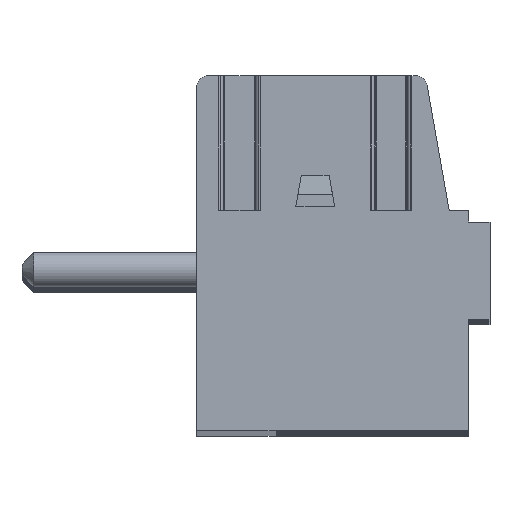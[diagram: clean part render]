
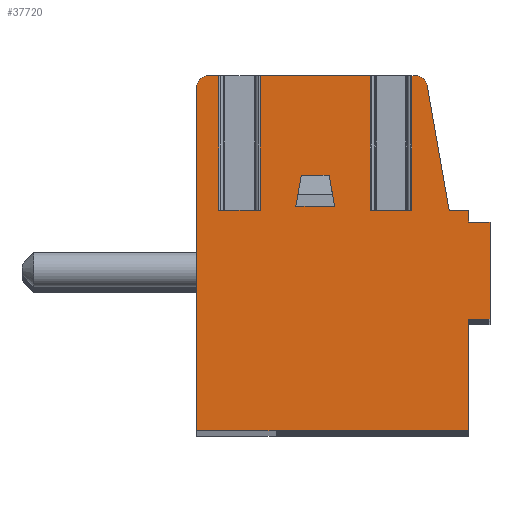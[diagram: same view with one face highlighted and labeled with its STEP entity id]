
A CAD part, top view. The second image highlights one B-rep face of the part: STEP entity #37720.
In plain terms, the highlighted planar face has unit normal (0, 0, 1).
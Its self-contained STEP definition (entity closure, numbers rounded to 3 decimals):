
#5241=DIRECTION('',(-1.,0.,0.));
#5242=VECTOR('',#5241,1.07);
#5243=CARTESIAN_POINT('',(2.035,1.105,1.75));
#5244=LINE('',#5243,#5242);
#5245=DIRECTION('',(0.,1.,0.));
#5246=VECTOR('',#5245,3.47);
#5247=CARTESIAN_POINT('',(2.035,1.105,1.75));
#5248=LINE('',#5247,#5246);
#5249=DIRECTION('',(1.,0.,0.));
#5250=VECTOR('',#5249,0.101);
#5251=CARTESIAN_POINT('',(2.035,4.575,1.75));
#5252=LINE('',#5251,#5250);
#5253=CARTESIAN_POINT('',(2.136,4.275,1.75));
#5254=DIRECTION('',(0.,0.,-1.));
#5255=DIRECTION('',(0.,1.,0.));
#5256=AXIS2_PLACEMENT_3D('',#5253,#5254,#5255);
#5258=DIRECTION('',(0.174,-0.985,0.));
#5259=VECTOR('',#5258,3.272);
#5260=CARTESIAN_POINT('',(2.432,4.327,1.75));
#5261=LINE('',#5260,#5259);
#5262=DIRECTION('',(1.,0.,0.));
#5263=VECTOR('',#5262,0.5);
#5264=CARTESIAN_POINT('',(3.,1.105,1.75));
#5265=LINE('',#5264,#5263);
#5266=DIRECTION('',(0.,-1.,0.));
#5267=VECTOR('',#5266,0.3);
#5268=CARTESIAN_POINT('',(3.5,1.105,1.75));
#5269=LINE('',#5268,#5267);
#5270=DIRECTION('',(0.,-1.,0.));
#5271=VECTOR('',#5270,2.88);
#5272=CARTESIAN_POINT('',(3.5,-1.695,1.75));
#5273=LINE('',#5272,#5271);
#5274=DIRECTION('',(-1.,0.,0.));
#5275=VECTOR('',#5274,7.);
#5276=CARTESIAN_POINT('',(3.5,-4.575,1.75));
#5277=LINE('',#5276,#5275);
#5278=DIRECTION('',(0.,1.,0.));
#5279=VECTOR('',#5278,8.85);
#5280=CARTESIAN_POINT('',(-3.5,-4.575,1.75));
#5281=LINE('',#5280,#5279);
#5282=CARTESIAN_POINT('',(-3.2,4.275,1.75));
#5283=DIRECTION('',(0.,0.,-1.));
#5284=DIRECTION('',(-1.,0.,0.));
#5285=AXIS2_PLACEMENT_3D('',#5282,#5283,#5284);
#5287=DIRECTION('',(1.,0.,0.));
#5288=VECTOR('',#5287,0.265);
#5289=CARTESIAN_POINT('',(-3.2,4.575,1.75));
#5290=LINE('',#5289,#5288);
#5291=DIRECTION('',(0.,1.,0.));
#5292=VECTOR('',#5291,3.47);
#5293=CARTESIAN_POINT('',(-2.935,1.105,1.75));
#5294=LINE('',#5293,#5292);
#5295=DIRECTION('',(-1.,0.,0.));
#5296=VECTOR('',#5295,1.07);
#5297=CARTESIAN_POINT('',(-1.865,1.105,1.75));
#5298=LINE('',#5297,#5296);
#5299=DIRECTION('',(0.,1.,0.));
#5300=VECTOR('',#5299,3.47);
#5301=CARTESIAN_POINT('',(-1.865,1.105,1.75));
#5302=LINE('',#5301,#5300);
#5303=DIRECTION('',(1.,0.,0.));
#5304=VECTOR('',#5303,2.83);
#5305=CARTESIAN_POINT('',(-1.865,4.575,1.75));
#5306=LINE('',#5305,#5304);
#5307=DIRECTION('',(0.,1.,0.));
#5308=VECTOR('',#5307,3.47);
#5309=CARTESIAN_POINT('',(0.965,1.105,1.75));
#5310=LINE('',#5309,#5308);
#5311=DIRECTION('',(-1.,0.,0.));
#5312=VECTOR('',#5311,0.718);
#5313=CARTESIAN_POINT('',(-0.091,2.005,1.75));
#5314=LINE('',#5313,#5312);
#5315=DIRECTION('',(-0.174,-0.985,0.));
#5316=VECTOR('',#5315,0.812);
#5317=CARTESIAN_POINT('',(-0.809,2.005,1.75));
#5318=LINE('',#5317,#5316);
#5319=DIRECTION('',(1.,0.,0.));
#5320=VECTOR('',#5319,1.);
#5321=CARTESIAN_POINT('',(-0.95,1.205,1.75));
#5322=LINE('',#5321,#5320);
#5323=DIRECTION('',(-0.174,0.985,0.));
#5324=VECTOR('',#5323,0.812);
#5325=CARTESIAN_POINT('',(0.05,1.205,1.75));
#5326=LINE('',#5325,#5324);
#5643=DIRECTION('',(-1.,0.,0.));
#5644=VECTOR('',#5643,0.55);
#5645=CARTESIAN_POINT('',(4.05,0.805,1.75));
#5646=LINE('',#5645,#5644);
#6384=DIRECTION('',(0.,1.,0.));
#6385=VECTOR('',#6384,2.5);
#6386=CARTESIAN_POINT('',(4.05,-1.695,1.75));
#6387=LINE('',#6386,#6385);
#6672=DIRECTION('',(1.,0.,0.));
#6673=VECTOR('',#6672,0.55);
#6674=CARTESIAN_POINT('',(3.5,-1.695,1.75));
#6675=LINE('',#6674,#6673);
#23614=CARTESIAN_POINT('',(-3.5,4.275,1.75));
#23615=CARTESIAN_POINT('',(-3.2,4.575,1.75));
#23616=VERTEX_POINT('',#23614);
#23617=VERTEX_POINT('',#23615);
#23618=CARTESIAN_POINT('',(-3.5,-4.575,1.75));
#23619=VERTEX_POINT('',#23618);
#23620=CARTESIAN_POINT('',(3.5,-4.575,1.75));
#23621=VERTEX_POINT('',#23620);
#23622=CARTESIAN_POINT('',(3.5,-1.695,1.75));
#23623=VERTEX_POINT('',#23622);
#23624=CARTESIAN_POINT('',(3.5,1.105,1.75));
#23625=CARTESIAN_POINT('',(3.5,0.805,1.75));
#23626=VERTEX_POINT('',#23624);
#23627=VERTEX_POINT('',#23625);
#23628=CARTESIAN_POINT('',(3.,1.105,1.75));
#23629=VERTEX_POINT('',#23628);
#23630=CARTESIAN_POINT('',(2.432,4.327,1.75));
#23631=VERTEX_POINT('',#23630);
#23632=CARTESIAN_POINT('',(2.136,4.575,1.75));
#23633=VERTEX_POINT('',#23632);
#23771=CARTESIAN_POINT('',(4.05,-1.695,1.75));
#23773=VERTEX_POINT('',#23771);
#23775=CARTESIAN_POINT('',(4.05,0.805,1.75));
#23777=VERTEX_POINT('',#23775);
#23942=CARTESIAN_POINT('',(2.035,1.105,1.75));
#23943=CARTESIAN_POINT('',(0.965,1.105,1.75));
#23944=VERTEX_POINT('',#23942);
#23945=VERTEX_POINT('',#23943);
#23946=CARTESIAN_POINT('',(-1.865,1.105,1.75));
#23947=CARTESIAN_POINT('',(-2.935,1.105,1.75));
#23948=VERTEX_POINT('',#23946);
#23949=VERTEX_POINT('',#23947);
#23950=CARTESIAN_POINT('',(-2.935,4.575,1.75));
#23951=VERTEX_POINT('',#23950);
#23952=CARTESIAN_POINT('',(-1.865,4.575,1.75));
#23953=VERTEX_POINT('',#23952);
#23954=CARTESIAN_POINT('',(2.035,4.575,1.75));
#23955=VERTEX_POINT('',#23954);
#23956=CARTESIAN_POINT('',(0.965,4.575,1.75));
#23957=VERTEX_POINT('',#23956);
#23986=CARTESIAN_POINT('',(-0.95,1.205,1.75));
#23987=CARTESIAN_POINT('',(0.05,1.205,1.75));
#23988=VERTEX_POINT('',#23986);
#23989=VERTEX_POINT('',#23987);
#23991=CARTESIAN_POINT('',(-0.809,2.005,1.75));
#23993=VERTEX_POINT('',#23991);
#23994=CARTESIAN_POINT('',(-0.091,2.005,1.75));
#23995=VERTEX_POINT('',#23994);
#37667=CARTESIAN_POINT('',(0.,0.,1.75));
#37668=DIRECTION('',(0.,0.,1.));
#37669=DIRECTION('',(1.,0.,0.));
#37670=AXIS2_PLACEMENT_3D('',#37667,#37668,#37669);
#37671=PLANE('',#37670);
#37673=ORIENTED_EDGE('',*,*,#37672,.F.);
#37675=ORIENTED_EDGE('',*,*,#37674,.T.);
#37676=ORIENTED_EDGE('',*,*,#30669,.T.);
#37678=ORIENTED_EDGE('',*,*,#37677,.T.);
#37680=ORIENTED_EDGE('',*,*,#37679,.T.);
#37682=ORIENTED_EDGE('',*,*,#37681,.T.);
#37684=ORIENTED_EDGE('',*,*,#37683,.T.);
#37686=ORIENTED_EDGE('',*,*,#37685,.F.);
#37688=ORIENTED_EDGE('',*,*,#37687,.F.);
#37690=ORIENTED_EDGE('',*,*,#37689,.F.);
#37692=ORIENTED_EDGE('',*,*,#37691,.T.);
#37694=ORIENTED_EDGE('',*,*,#37693,.T.);
#37696=ORIENTED_EDGE('',*,*,#37695,.T.);
#37698=ORIENTED_EDGE('',*,*,#37697,.T.);
#37699=ORIENTED_EDGE('',*,*,#30634,.T.);
#37701=ORIENTED_EDGE('',*,*,#37700,.F.);
#37703=ORIENTED_EDGE('',*,*,#37702,.F.);
#37704=ORIENTED_EDGE('',*,*,#37658,.T.);
#37705=ORIENTED_EDGE('',*,*,#30685,.T.);
#37707=ORIENTED_EDGE('',*,*,#37706,.F.);
#37708=EDGE_LOOP('',(#37673,#37675,#37676,#37678,#37680,#37682,#37684,#37686,
#37688,#37690,#37692,#37694,#37696,#37698,#37699,#37701,#37703,#37704,#37705,
#37707));
#37709=FACE_OUTER_BOUND('',#37708,.F.);
#37711=ORIENTED_EDGE('',*,*,#37710,.T.);
#37713=ORIENTED_EDGE('',*,*,#37712,.T.);
#37715=ORIENTED_EDGE('',*,*,#37714,.T.);
#37717=ORIENTED_EDGE('',*,*,#37716,.T.);
#37718=EDGE_LOOP('',(#37711,#37713,#37715,#37717));
#37719=FACE_BOUND('',#37718,.F.);
#5257=CIRCLE('',#5256,0.3);
#5286=CIRCLE('',#5285,0.3);
#30634=EDGE_CURVE('',#23617,#23951,#5290,.T.);
#30669=EDGE_CURVE('',#23955,#23633,#5252,.T.);
#30685=EDGE_CURVE('',#23953,#23957,#5306,.T.);
#37658=EDGE_CURVE('',#23948,#23953,#5302,.T.);
#37672=EDGE_CURVE('',#23944,#23945,#5244,.T.);
#37674=EDGE_CURVE('',#23944,#23955,#5248,.T.);
#37677=EDGE_CURVE('',#23633,#23631,#5257,.T.);
#37679=EDGE_CURVE('',#23631,#23629,#5261,.T.);
#37681=EDGE_CURVE('',#23629,#23626,#5265,.T.);
#37683=EDGE_CURVE('',#23626,#23627,#5269,.T.);
#37685=EDGE_CURVE('',#23777,#23627,#5646,.T.);
#37687=EDGE_CURVE('',#23773,#23777,#6387,.T.);
#37689=EDGE_CURVE('',#23623,#23773,#6675,.T.);
#37691=EDGE_CURVE('',#23623,#23621,#5273,.T.);
#37693=EDGE_CURVE('',#23621,#23619,#5277,.T.);
#37695=EDGE_CURVE('',#23619,#23616,#5281,.T.);
#37697=EDGE_CURVE('',#23616,#23617,#5286,.T.);
#37700=EDGE_CURVE('',#23949,#23951,#5294,.T.);
#37702=EDGE_CURVE('',#23948,#23949,#5298,.T.);
#37706=EDGE_CURVE('',#23945,#23957,#5310,.T.);
#37710=EDGE_CURVE('',#23995,#23993,#5314,.T.);
#37712=EDGE_CURVE('',#23993,#23988,#5318,.T.);
#37714=EDGE_CURVE('',#23988,#23989,#5322,.T.);
#37716=EDGE_CURVE('',#23989,#23995,#5326,.T.);
#37720=ADVANCED_FACE('',(#37709,#37719),#37671,.T.);
